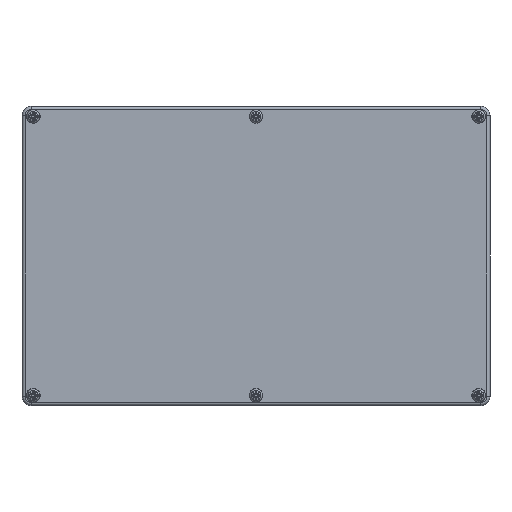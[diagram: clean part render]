
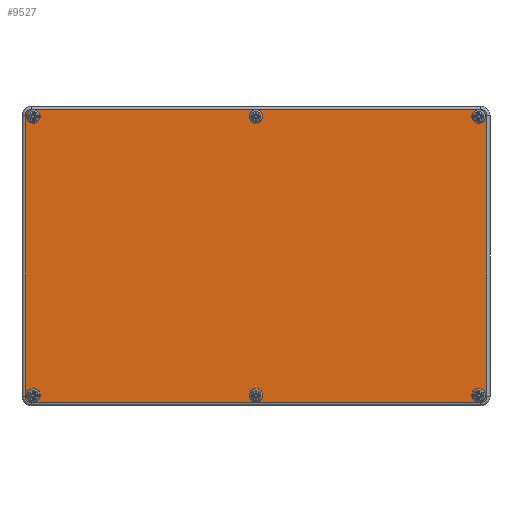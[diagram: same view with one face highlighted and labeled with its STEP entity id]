
A CAD part, top view. The second image highlights one B-rep face of the part: STEP entity #9527.
In plain terms, the highlighted face is planar.
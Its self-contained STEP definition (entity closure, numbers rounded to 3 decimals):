
#9084=CARTESIAN_POINT('',(-120.0,78.382,-15.0));
#9085=VERTEX_POINT('',#9084);
#9093=CARTESIAN_POINT('',(-123.382,75.,-15.0));
#9094=VERTEX_POINT('',#9093);
#9095=CARTESIAN_POINT('',(-120.0,75.,-15.0));
#9096=DIRECTION('',(0.0,0.0,1.0));
#9097=DIRECTION('',(-0.707,0.707,0.0));
#9098=AXIS2_PLACEMENT_3D('',#9095,#9096,#9097);
#9099=CIRCLE('',#9098,3.382);
#9100=EDGE_CURVE('',#9085,#9094,#9099,.T.);
#9126=CARTESIAN_POINT('',(-123.382,-75.,-15.0));
#9127=VERTEX_POINT('',#9126);
#9144=CARTESIAN_POINT('',(-123.382,75.,-15.0));
#9145=DIRECTION('',(0.0,-1.0,0.0));
#9146=VECTOR('',#9145,150.);
#9147=LINE('',#9144,#9146);
#9148=EDGE_CURVE('',#9094,#9127,#9147,.T.);
#9158=CARTESIAN_POINT('',(-120.0,-78.382,-15.0));
#9159=VERTEX_POINT('',#9158);
#9177=CARTESIAN_POINT('',(-120.0,-75.,-15.0));
#9178=DIRECTION('',(0.0,0.0,1.0));
#9179=DIRECTION('',(-0.707,-0.707,0.0));
#9180=AXIS2_PLACEMENT_3D('',#9177,#9178,#9179);
#9181=CIRCLE('',#9180,3.382);
#9182=EDGE_CURVE('',#9127,#9159,#9181,.T.);
#9192=CARTESIAN_POINT('',(120.0,-78.382,-15.0));
#9193=VERTEX_POINT('',#9192);
#9210=CARTESIAN_POINT('',(-120.0,-78.382,-15.0));
#9211=DIRECTION('',(1.0,0.0,0.0));
#9212=VECTOR('',#9211,240.0);
#9213=LINE('',#9210,#9212);
#9214=EDGE_CURVE('',#9159,#9193,#9213,.T.);
#9224=CARTESIAN_POINT('',(123.382,-75.,-15.0));
#9225=VERTEX_POINT('',#9224);
#9243=CARTESIAN_POINT('',(120.0,-75.,-15.0));
#9244=DIRECTION('',(0.0,0.0,1.0));
#9245=DIRECTION('',(0.707,-0.707,0.0));
#9246=AXIS2_PLACEMENT_3D('',#9243,#9244,#9245);
#9247=CIRCLE('',#9246,3.382);
#9248=EDGE_CURVE('',#9193,#9225,#9247,.T.);
#9258=CARTESIAN_POINT('',(123.382,75.,-15.0));
#9259=VERTEX_POINT('',#9258);
#9276=CARTESIAN_POINT('',(123.382,-75.,-15.0));
#9277=DIRECTION('',(0.0,1.0,0.0));
#9278=VECTOR('',#9277,150.);
#9279=LINE('',#9276,#9278);
#9280=EDGE_CURVE('',#9225,#9259,#9279,.T.);
#9290=CARTESIAN_POINT('',(120.0,78.382,-15.0));
#9291=VERTEX_POINT('',#9290);
#9309=CARTESIAN_POINT('',(120.0,75.,-15.0));
#9310=DIRECTION('',(0.0,0.0,1.0));
#9311=DIRECTION('',(0.707,0.707,0.0));
#9312=AXIS2_PLACEMENT_3D('',#9309,#9310,#9311);
#9313=CIRCLE('',#9312,3.382);
#9314=EDGE_CURVE('',#9259,#9291,#9313,.T.);
#9332=CARTESIAN_POINT('',(120.0,78.382,-15.0));
#9333=DIRECTION('',(-1.0,0.0,0.0));
#9334=VECTOR('',#9333,240.0);
#9335=LINE('',#9332,#9334);
#9336=EDGE_CURVE('',#9291,#9085,#9335,.T.);
#9446=CARTESIAN_POINT('',(0.,0.,-15.0));
#9447=DIRECTION('',(0.0,0.0,1.0));
#9448=DIRECTION('',(1.0,0.0,0.0));
#9449=AXIS2_PLACEMENT_3D('',#9446,#9447,#9448);
#9450=PLANE('',#9449);
#9451=ORIENTED_EDGE('',*,*,#9100,.F.);
#9452=ORIENTED_EDGE('',*,*,#9336,.F.);
#9453=ORIENTED_EDGE('',*,*,#9314,.F.);
#9454=ORIENTED_EDGE('',*,*,#9280,.F.);
#9455=ORIENTED_EDGE('',*,*,#9248,.F.);
#9456=ORIENTED_EDGE('',*,*,#9214,.F.);
#9457=ORIENTED_EDGE('',*,*,#9182,.F.);
#9458=ORIENTED_EDGE('',*,*,#9148,.F.);
#9459=EDGE_LOOP('',(#9451,#9452,#9453,#9454,#9455,#9456,#9457,#9458));
#9460=FACE_OUTER_BOUND('',#9459,.T.);
#9461=CARTESIAN_POINT('',(115.3,74.5,-15.0));
#9462=VERTEX_POINT('',#9461);
#9463=CARTESIAN_POINT('',(119.,74.5,-15.0));
#9464=DIRECTION('',(0.0,0.0,1.0));
#9465=DIRECTION('',(1.0,0.0,0.0));
#9466=AXIS2_PLACEMENT_3D('',#9463,#9464,#9465);
#9467=CIRCLE('',#9466,3.7);
#9468=EDGE_CURVE('',#9462,#9462,#9467,.T.);
#9469=ORIENTED_EDGE('',*,*,#9468,.T.);
#9470=EDGE_LOOP('',(#9469));
#9471=FACE_BOUND('',#9470,.T.);
#9472=CARTESIAN_POINT('',(-3.7,74.5,-15.0));
#9473=VERTEX_POINT('',#9472);
#9474=CARTESIAN_POINT('',(0.,74.5,-15.0));
#9475=DIRECTION('',(0.0,0.0,1.0));
#9476=DIRECTION('',(1.0,0.0,0.0));
#9477=AXIS2_PLACEMENT_3D('',#9474,#9475,#9476);
#9478=CIRCLE('',#9477,3.7);
#9479=EDGE_CURVE('',#9473,#9473,#9478,.T.);
#9480=ORIENTED_EDGE('',*,*,#9479,.T.);
#9481=EDGE_LOOP('',(#9480));
#9482=FACE_BOUND('',#9481,.T.);
#9483=CARTESIAN_POINT('',(-122.7,74.5,-15.0));
#9484=VERTEX_POINT('',#9483);
#9485=CARTESIAN_POINT('',(-119.,74.5,-15.0));
#9486=DIRECTION('',(0.0,0.0,1.0));
#9487=DIRECTION('',(1.0,0.0,0.0));
#9488=AXIS2_PLACEMENT_3D('',#9485,#9486,#9487);
#9489=CIRCLE('',#9488,3.7);
#9490=EDGE_CURVE('',#9484,#9484,#9489,.T.);
#9491=ORIENTED_EDGE('',*,*,#9490,.T.);
#9492=EDGE_LOOP('',(#9491));
#9493=FACE_BOUND('',#9492,.T.);
#9494=CARTESIAN_POINT('',(-122.7,-74.5,-15.0));
#9495=VERTEX_POINT('',#9494);
#9496=CARTESIAN_POINT('',(-119.,-74.5,-15.0));
#9497=DIRECTION('',(0.0,0.0,1.0));
#9498=DIRECTION('',(1.0,0.0,0.0));
#9499=AXIS2_PLACEMENT_3D('',#9496,#9497,#9498);
#9500=CIRCLE('',#9499,3.7);
#9501=EDGE_CURVE('',#9495,#9495,#9500,.T.);
#9502=ORIENTED_EDGE('',*,*,#9501,.T.);
#9503=EDGE_LOOP('',(#9502));
#9504=FACE_BOUND('',#9503,.T.);
#9505=CARTESIAN_POINT('',(-3.7,-74.5,-15.0));
#9506=VERTEX_POINT('',#9505);
#9507=CARTESIAN_POINT('',(0.,-74.5,-15.0));
#9508=DIRECTION('',(0.0,0.0,1.0));
#9509=DIRECTION('',(1.0,0.0,0.0));
#9510=AXIS2_PLACEMENT_3D('',#9507,#9508,#9509);
#9511=CIRCLE('',#9510,3.7);
#9512=EDGE_CURVE('',#9506,#9506,#9511,.T.);
#9513=ORIENTED_EDGE('',*,*,#9512,.T.);
#9514=EDGE_LOOP('',(#9513));
#9515=FACE_BOUND('',#9514,.T.);
#9516=CARTESIAN_POINT('',(115.3,-74.5,-15.0));
#9517=VERTEX_POINT('',#9516);
#9518=CARTESIAN_POINT('',(119.,-74.5,-15.0));
#9519=DIRECTION('',(0.0,0.0,1.0));
#9520=DIRECTION('',(1.0,0.0,0.0));
#9521=AXIS2_PLACEMENT_3D('',#9518,#9519,#9520);
#9522=CIRCLE('',#9521,3.7);
#9523=EDGE_CURVE('',#9517,#9517,#9522,.T.);
#9524=ORIENTED_EDGE('',*,*,#9523,.T.);
#9525=EDGE_LOOP('',(#9524));
#9526=FACE_BOUND('',#9525,.T.);
#9527=ADVANCED_FACE('',(#9460,#9471,#9482,#9493,#9504,#9515,#9526),#9450,.F.);
